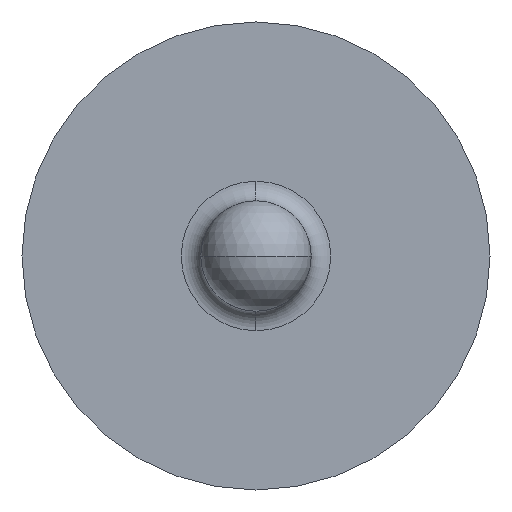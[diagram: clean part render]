
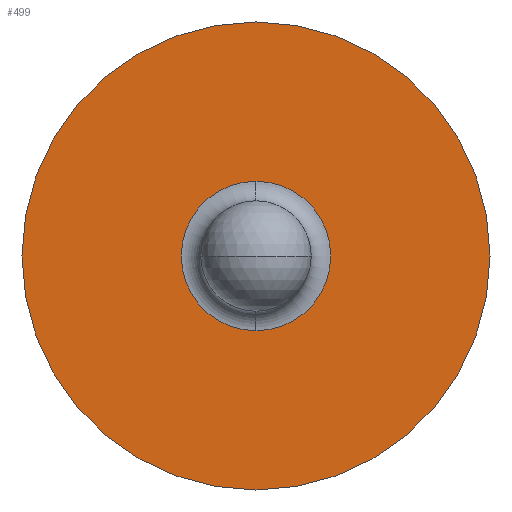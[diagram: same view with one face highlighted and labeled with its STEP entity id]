
A CAD part, left-side view. The second image highlights one B-rep face of the part: STEP entity #499.
In plain terms, the highlighted planar face has unit normal (-1, 0, 0).
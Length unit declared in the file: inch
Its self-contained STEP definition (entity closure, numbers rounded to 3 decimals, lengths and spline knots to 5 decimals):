
#11 = VERTEX_POINT ( 'NONE', #514 ) ;
#34 = PLANE ( 'NONE',  #701 ) ;
#56 = DIRECTION ( 'NONE',  ( 0., 0., 1. ) ) ;
#57 = EDGE_CURVE ( 'NONE', #166, #91, #399, .T. ) ;
#91 = VERTEX_POINT ( 'NONE', #512 ) ;
#111 = VERTEX_POINT ( 'NONE', #681 ) ;
#132 = CIRCLE ( 'NONE', #537, 0.0115 ) ;
#166 = VERTEX_POINT ( 'NONE', #532 ) ;
#212 = DIRECTION ( 'NONE',  ( 0., 0., 1. ) ) ;
#217 = AXIS2_PLACEMENT_3D ( 'NONE', #672, #359, #463 ) ;
#219 = ORIENTED_EDGE ( 'NONE', *, *, #400, .T. ) ;
#252 = CIRCLE ( 'NONE', #413, 0.036 ) ;
#256 = DIRECTION ( 'NONE',  ( 1., 0., 0. ) ) ;
#272 = EDGE_CURVE ( 'NONE', #111, #11, #132, .T. ) ;
#307 = FACE_BOUND ( 'NONE', #338, .T. ) ;
#312 = CARTESIAN_POINT ( 'NONE',  ( 0.069, 0.036, 0. ) ) ;
#324 = DIRECTION ( 'NONE',  ( -1., 0., 0. ) ) ;
#338 = EDGE_LOOP ( 'NONE', ( #579, #584 ) ) ;
#359 = DIRECTION ( 'NONE',  ( -1., 0., 0. ) ) ;
#365 = EDGE_CURVE ( 'NONE', #11, #111, #524, .T. ) ;
#386 = CARTESIAN_POINT ( 'NONE',  ( 0.069, 0., 0. ) ) ;
#399 = CIRCLE ( 'NONE', #457, 0.036 ) ;
#400 = EDGE_CURVE ( 'NONE', #91, #166, #252, .T. ) ;
#413 = AXIS2_PLACEMENT_3D ( 'NONE', #702, #324, #212 ) ;
#457 = AXIS2_PLACEMENT_3D ( 'NONE', #634, #508, #621 ) ;
#463 = DIRECTION ( 'NONE',  ( 0., 0., 1. ) ) ;
#477 = DIRECTION ( 'NONE',  ( 0., 0., -1. ) ) ;
#499 = ADVANCED_FACE ( 'NONE', ( #307, #519 ), #34, .F. ) ;
#508 = DIRECTION ( 'NONE',  ( -1., 0., 0. ) ) ;
#512 = CARTESIAN_POINT ( 'NONE',  ( 0.069, 0., -0.036 ) ) ;
#514 = CARTESIAN_POINT ( 'NONE',  ( 0.069, 0., 0.0115 ) ) ;
#519 = FACE_OUTER_BOUND ( 'NONE', #529, .T. ) ;
#524 = CIRCLE ( 'NONE', #217, 0.0115 ) ;
#529 = EDGE_LOOP ( 'NONE', ( #580, #219 ) ) ;
#532 = CARTESIAN_POINT ( 'NONE',  ( 0.069, 0., 0.036 ) ) ;
#537 = AXIS2_PLACEMENT_3D ( 'NONE', #386, #668, #56 ) ;
#579 = ORIENTED_EDGE ( 'NONE', *, *, #365, .F. ) ;
#580 = ORIENTED_EDGE ( 'NONE', *, *, #57, .T. ) ;
#584 = ORIENTED_EDGE ( 'NONE', *, *, #272, .F. ) ;
#621 = DIRECTION ( 'NONE',  ( 0., 0., 1. ) ) ;
#634 = CARTESIAN_POINT ( 'NONE',  ( 0.069, 0., 0. ) ) ;
#668 = DIRECTION ( 'NONE',  ( -1., 0., 0. ) ) ;
#672 = CARTESIAN_POINT ( 'NONE',  ( 0.069, 0., 0. ) ) ;
#681 = CARTESIAN_POINT ( 'NONE',  ( 0.069, 0., -0.0115 ) ) ;
#701 = AXIS2_PLACEMENT_3D ( 'NONE', #312, #256, #477 ) ;
#702 = CARTESIAN_POINT ( 'NONE',  ( 0.069, 0., 0. ) ) ;
